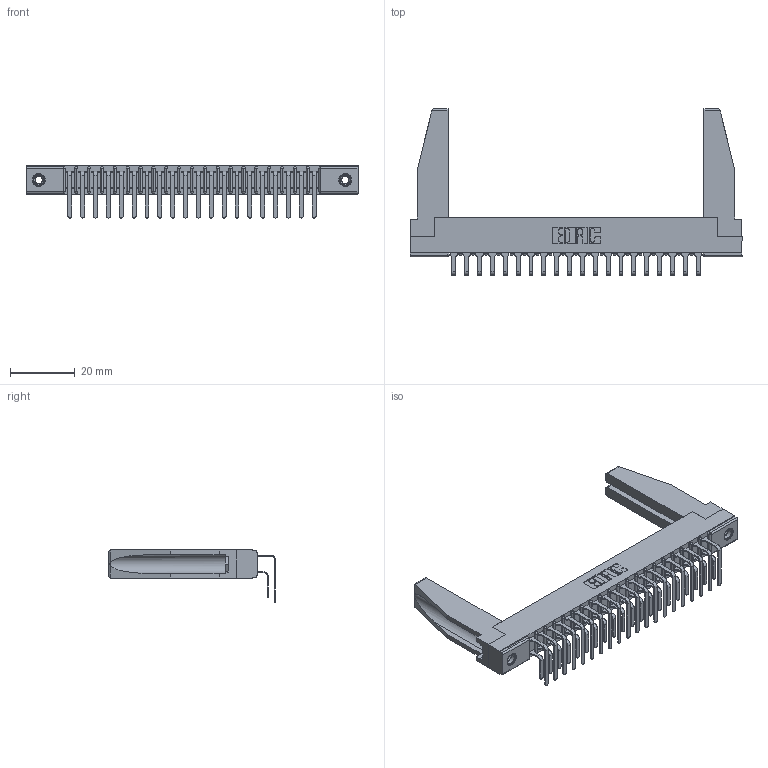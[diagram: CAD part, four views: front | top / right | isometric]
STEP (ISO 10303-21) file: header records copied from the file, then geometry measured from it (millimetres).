
FILE_DESCRIPTION (( 'STEP AP203' ), '1' );
FILE_NAME ('307-020-459-178.STEP', '2020-09-27T02:29:07', ( '' ), ( '' ), 'SwSTEP 2.0', 'SolidWorks 2020', '' );
FILE_SCHEMA (( 'CONFIG_CONTROL_DESIGN' ));
Length unit declared in the file: inch
Products named in the file (6): 307-290-001_559 - 2 (Single); 307-020-459-178; 307 Part_.156 Dia Mounting Holes; 345-250-001_345-250-001-102; 307-220-078; 307-290-001_558 559 - 1 (Single)
Assembly tree (45 placements, depth 2):
  307-020-459-178
    307 Part_.156 Dia Mounting Holes
    307-290-001_558 559 - 1 (Single)  x20
    307-290-001_559 - 2 (Single)  x20
    307-220-078  x2
    345-250-001_345-250-001-102  x2
Bounding box: 102.26 x 51.4 x 16.08 mm (x, y, z)
Volume: 10859.8 mm3; surface area: 16845.9 mm2
Topology: 45 solids, 45 shells, 2269 faces, 6333 edges, 4102 vertices
Faces by surface type: plane 1474, cylinder 737, sphere 42, cone 12, torus 4
Entity records: 24384 total; most frequent: CARTESIAN_POINT 4008, ORIENTED_EDGE 3928, DIRECTION 3888, EDGE_CURVE 1964, LINE 1500, VECTOR 1500, VERTEX_POINT 1272, AXIS2_PLACEMENT_3D 1194
